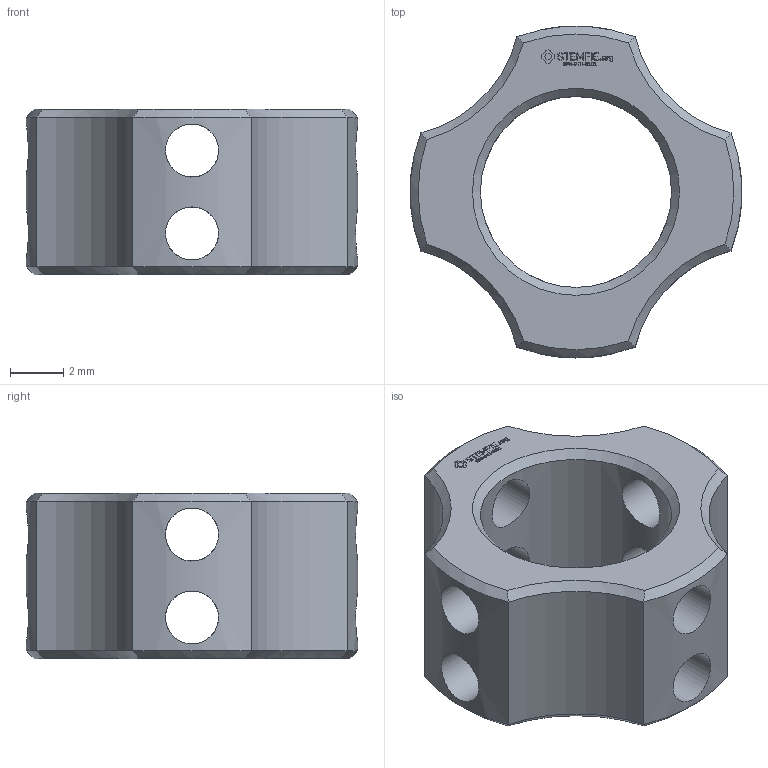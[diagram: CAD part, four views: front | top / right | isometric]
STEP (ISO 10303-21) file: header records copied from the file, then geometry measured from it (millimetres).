
FILE_DESCRIPTION(('FreeCAD Model'),'2;1');
FILE_NAME('Open CASCADE Shape Model','2024-02-18T17:32:39',(''),(''), 'Open CASCADE STEP processor 7.6','FreeCAD','Unknown');
FILE_SCHEMA(('AUTOMOTIVE_DESIGN { 1 0 10303 214 1 1 1 1 }'));
Length unit declared in the file: millimetre
Products named in the file (1): Power-Transmission Hub PLN IDX FRE BU00.50 - SPN-PTH-0101 
(stemfie.org)
Bounding box: 12.5 x 12.5 x 6.25 mm (x, y, z)
Volume: 332.1 mm3; surface area: 582 mm2
Topology: 1 solids, 1 shells, 470 faces, 1303 edges, 864 vertices
Faces by surface type: plane 317, extrusion 118, cone 18, cylinder 17
Full cylindrical faces by diameter (mm): 2 x8, 7.2 x1
Entity records: 34309 total; most frequent: CARTESIAN_POINT 8981, DIRECTION 4209, VECTOR 3381, LINE 3263, ORIENTED_EDGE 2606, PCURVE 2606, DEFINITIONAL_REPRESENTATION 2606, EDGE_CURVE 1303
